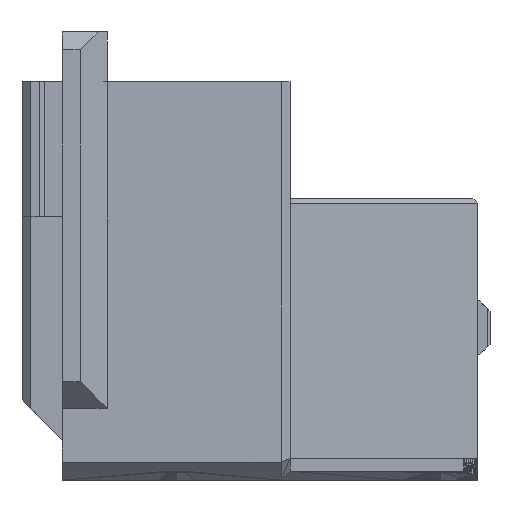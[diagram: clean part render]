
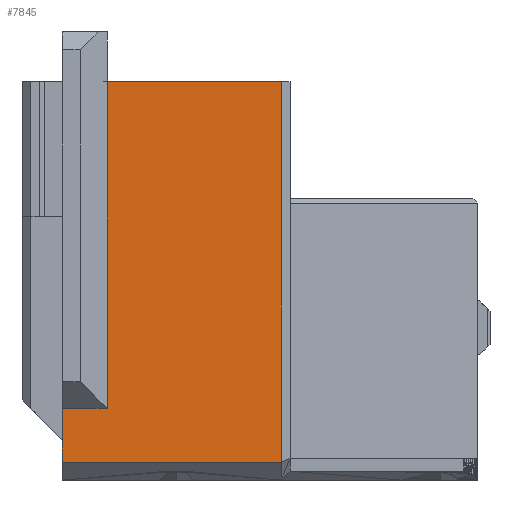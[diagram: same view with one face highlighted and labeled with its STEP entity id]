
A CAD part, left-side view. The second image highlights one B-rep face of the part: STEP entity #7845.
In plain terms, the highlighted planar face has unit normal (-1, 0, 0).
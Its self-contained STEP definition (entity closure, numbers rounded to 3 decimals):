
#2072 = PLANE('',#2073);
#2073 = AXIS2_PLACEMENT_3D('',#2074,#2075,#2076);
#2074 = CARTESIAN_POINT('',(132.709,126.6,
    15.578));
#2075 = DIRECTION('',(0.,1.,0.));
#2076 = DIRECTION('',(0.,0.,1.));
#3875 = VERTEX_POINT('',#3876);
#3876 = CARTESIAN_POINT('',(68.,126.6,2.));
#3890 = PLANE('',#3891);
#3891 = AXIS2_PLACEMENT_3D('',#3892,#3893,#3894);
#3892 = CARTESIAN_POINT('',(68.76,114.398,
    1.24));
#3893 = DIRECTION('',(-0.707,0.,-0.707));
#3894 = DIRECTION('',(-0.707,0.,0.707)
  );
#3902 = EDGE_CURVE('',#3903,#3875,#3905,.T.);
#3903 = VERTEX_POINT('',#3904);
#3904 = CARTESIAN_POINT('',(68.,126.6,8.));
#3905 = SURFACE_CURVE('',#3906,(#3910,#3917),.PCURVE_S1.);
#3906 = LINE('',#3907,#3908);
#3907 = CARTESIAN_POINT('',(68.,126.6,8.));
#3908 = VECTOR('',#3909,1.);
#3909 = DIRECTION('',(0.,0.,-1.));
#3910 = PCURVE('',#2072,#3911);
#3911 = DEFINITIONAL_REPRESENTATION('',(#3912),#3916);
#3912 = LINE('',#3913,#3914);
#3913 = CARTESIAN_POINT('',(-7.578,-64.709));
#3914 = VECTOR('',#3915,1.);
#3915 = DIRECTION('',(-1.,0.));
#3916 = ( GEOMETRIC_REPRESENTATION_CONTEXT(2) 
PARAMETRIC_REPRESENTATION_CONTEXT() REPRESENTATION_CONTEXT('2D SPACE',''
  ) );
#3917 = PCURVE('',#3918,#3923);
#3918 = PLANE('',#3919);
#3919 = AXIS2_PLACEMENT_3D('',#3920,#3921,#3922);
#3920 = CARTESIAN_POINT('',(68.,113.037,21.858));
#3921 = DIRECTION('',(-1.,-0.,-0.));
#3922 = DIRECTION('',(0.,0.,-1.));
#3923 = DEFINITIONAL_REPRESENTATION('',(#3924),#3928);
#3924 = LINE('',#3925,#3926);
#3925 = CARTESIAN_POINT('',(13.858,-13.563));
#3926 = VECTOR('',#3927,1.);
#3927 = DIRECTION('',(1.,0.));
#3928 = ( GEOMETRIC_REPRESENTATION_CONTEXT(2) 
PARAMETRIC_REPRESENTATION_CONTEXT() REPRESENTATION_CONTEXT('2D SPACE',''
  ) );
#3946 = PLANE('',#3947);
#3947 = AXIS2_PLACEMENT_3D('',#3948,#3949,#3950);
#3948 = CARTESIAN_POINT('',(66.774,124.612,
    9.226));
#3949 = DIRECTION('',(-0.707,0.,-0.707));
#3950 = DIRECTION('',(-0.707,0.,0.707));
#7747 = VERTEX_POINT('',#7748);
#7748 = CARTESIAN_POINT('',(68.,102.2,2.));
#7773 = EDGE_CURVE('',#3875,#7747,#7774,.T.);
#7774 = SURFACE_CURVE('',#7775,(#7779,#7786),.PCURVE_S1.);
#7775 = LINE('',#7776,#7777);
#7776 = CARTESIAN_POINT('',(68.,126.6,2.));
#7777 = VECTOR('',#7778,1.);
#7778 = DIRECTION('',(0.,-1.,0.));
#7779 = PCURVE('',#3890,#7780);
#7780 = DEFINITIONAL_REPRESENTATION('',(#7781),#7785);
#7781 = LINE('',#7782,#7783);
#7782 = CARTESIAN_POINT('',(1.075,12.202));
#7783 = VECTOR('',#7784,1.);
#7784 = DIRECTION('',(0.,-1.));
#7785 = ( GEOMETRIC_REPRESENTATION_CONTEXT(2) 
PARAMETRIC_REPRESENTATION_CONTEXT() REPRESENTATION_CONTEXT('2D SPACE',''
  ) );
#7786 = PCURVE('',#3918,#7787);
#7787 = DEFINITIONAL_REPRESENTATION('',(#7788),#7792);
#7788 = LINE('',#7789,#7790);
#7789 = CARTESIAN_POINT('',(19.858,-13.563));
#7790 = VECTOR('',#7791,1.);
#7791 = DIRECTION('',(0.,1.));
#7792 = ( GEOMETRIC_REPRESENTATION_CONTEXT(2) 
PARAMETRIC_REPRESENTATION_CONTEXT() REPRESENTATION_CONTEXT('2D SPACE',''
  ) );
#7845 = ADVANCED_FACE('',(#7846),#3918,.T.);
#7846 = FACE_BOUND('',#7847,.T.);
#7847 = EDGE_LOOP('',(#7848,#7878,#7899,#7900,#7901,#7929));
#7848 = ORIENTED_EDGE('',*,*,#7849,.F.);
#7849 = EDGE_CURVE('',#7850,#7852,#7854,.T.);
#7850 = VERTEX_POINT('',#7851);
#7851 = CARTESIAN_POINT('',(68.,121.6,8.));
#7852 = VERTEX_POINT('',#7853);
#7853 = CARTESIAN_POINT('',(68.,121.6,44.441));
#7854 = SURFACE_CURVE('',#7855,(#7859,#7866),.PCURVE_S1.);
#7855 = LINE('',#7856,#7857);
#7856 = CARTESIAN_POINT('',(68.,121.6,8.));
#7857 = VECTOR('',#7858,1.);
#7858 = DIRECTION('',(0.,0.,1.));
#7859 = PCURVE('',#3918,#7860);
#7860 = DEFINITIONAL_REPRESENTATION('',(#7861),#7865);
#7861 = LINE('',#7862,#7863);
#7862 = CARTESIAN_POINT('',(13.858,-8.563));
#7863 = VECTOR('',#7864,1.);
#7864 = DIRECTION('',(-1.,0.));
#7865 = ( GEOMETRIC_REPRESENTATION_CONTEXT(2) 
PARAMETRIC_REPRESENTATION_CONTEXT() REPRESENTATION_CONTEXT('2D SPACE',''
  ) );
#7866 = PCURVE('',#7867,#7872);
#7867 = PLANE('',#7868);
#7868 = AXIS2_PLACEMENT_3D('',#7869,#7870,#7871);
#7869 = CARTESIAN_POINT('',(66.581,123.019,
    29.181));
#7870 = DIRECTION('',(-0.707,-0.707,-0.));
#7871 = DIRECTION('',(-0.707,0.707,0.));
#7872 = DEFINITIONAL_REPRESENTATION('',(#7873),#7877);
#7873 = LINE('',#7874,#7875);
#7874 = CARTESIAN_POINT('',(-2.007,21.181));
#7875 = VECTOR('',#7876,1.);
#7876 = DIRECTION('',(0.,-1.));
#7877 = ( GEOMETRIC_REPRESENTATION_CONTEXT(2) 
PARAMETRIC_REPRESENTATION_CONTEXT() REPRESENTATION_CONTEXT('2D SPACE',''
  ) );
#7878 = ORIENTED_EDGE('',*,*,#7879,.F.);
#7879 = EDGE_CURVE('',#3903,#7850,#7880,.T.);
#7880 = SURFACE_CURVE('',#7881,(#7885,#7892),.PCURVE_S1.);
#7881 = LINE('',#7882,#7883);
#7882 = CARTESIAN_POINT('',(68.,126.6,8.));
#7883 = VECTOR('',#7884,1.);
#7884 = DIRECTION('',(0.,-1.,0.));
#7885 = PCURVE('',#3918,#7886);
#7886 = DEFINITIONAL_REPRESENTATION('',(#7887),#7891);
#7887 = LINE('',#7888,#7889);
#7888 = CARTESIAN_POINT('',(13.858,-13.563));
#7889 = VECTOR('',#7890,1.);
#7890 = DIRECTION('',(0.,1.));
#7891 = ( GEOMETRIC_REPRESENTATION_CONTEXT(2) 
PARAMETRIC_REPRESENTATION_CONTEXT() REPRESENTATION_CONTEXT('2D SPACE',''
  ) );
#7892 = PCURVE('',#3946,#7893);
#7893 = DEFINITIONAL_REPRESENTATION('',(#7894),#7898);
#7894 = LINE('',#7895,#7896);
#7895 = CARTESIAN_POINT('',(-1.734,1.988));
#7896 = VECTOR('',#7897,1.);
#7897 = DIRECTION('',(0.,-1.));
#7898 = ( GEOMETRIC_REPRESENTATION_CONTEXT(2) 
PARAMETRIC_REPRESENTATION_CONTEXT() REPRESENTATION_CONTEXT('2D SPACE',''
  ) );
#7899 = ORIENTED_EDGE('',*,*,#3902,.T.);
#7900 = ORIENTED_EDGE('',*,*,#7773,.T.);
#7901 = ORIENTED_EDGE('',*,*,#7902,.T.);
#7902 = EDGE_CURVE('',#7747,#7903,#7905,.T.);
#7903 = VERTEX_POINT('',#7904);
#7904 = CARTESIAN_POINT('',(68.,102.2,44.441));
#7905 = SURFACE_CURVE('',#7906,(#7910,#7917),.PCURVE_S1.);
#7906 = LINE('',#7907,#7908);
#7907 = CARTESIAN_POINT('',(68.,102.2,2.));
#7908 = VECTOR('',#7909,1.);
#7909 = DIRECTION('',(0.,0.,1.));
#7910 = PCURVE('',#3918,#7911);
#7911 = DEFINITIONAL_REPRESENTATION('',(#7912),#7916);
#7912 = LINE('',#7913,#7914);
#7913 = CARTESIAN_POINT('',(19.858,10.837));
#7914 = VECTOR('',#7915,1.);
#7915 = DIRECTION('',(-1.,0.));
#7916 = ( GEOMETRIC_REPRESENTATION_CONTEXT(2) 
PARAMETRIC_REPRESENTATION_CONTEXT() REPRESENTATION_CONTEXT('2D SPACE',''
  ) );
#7917 = PCURVE('',#7918,#7923);
#7918 = PLANE('',#7919);
#7919 = AXIS2_PLACEMENT_3D('',#7920,#7921,#7922);
#7920 = CARTESIAN_POINT('',(68.498,101.702,
    23.309));
#7921 = DIRECTION('',(-0.707,-0.707,0.));
#7922 = DIRECTION('',(-0.707,0.707,0.));
#7923 = DEFINITIONAL_REPRESENTATION('',(#7924),#7928);
#7924 = LINE('',#7925,#7926);
#7925 = CARTESIAN_POINT('',(0.704,21.309));
#7926 = VECTOR('',#7927,1.);
#7927 = DIRECTION('',(0.,-1.));
#7928 = ( GEOMETRIC_REPRESENTATION_CONTEXT(2) 
PARAMETRIC_REPRESENTATION_CONTEXT() REPRESENTATION_CONTEXT('2D SPACE',''
  ) );
#7929 = ORIENTED_EDGE('',*,*,#7930,.T.);
#7930 = EDGE_CURVE('',#7903,#7852,#7931,.T.);
#7931 = SURFACE_CURVE('',#7932,(#7936,#7943),.PCURVE_S1.);
#7932 = LINE('',#7933,#7934);
#7933 = CARTESIAN_POINT('',(68.,102.2,44.441));
#7934 = VECTOR('',#7935,1.);
#7935 = DIRECTION('',(0.,1.,0.));
#7936 = PCURVE('',#3918,#7937);
#7937 = DEFINITIONAL_REPRESENTATION('',(#7938),#7942);
#7938 = LINE('',#7939,#7940);
#7939 = CARTESIAN_POINT('',(-22.583,10.837));
#7940 = VECTOR('',#7941,1.);
#7941 = DIRECTION('',(0.,-1.));
#7942 = ( GEOMETRIC_REPRESENTATION_CONTEXT(2) 
PARAMETRIC_REPRESENTATION_CONTEXT() REPRESENTATION_CONTEXT('2D SPACE',''
  ) );
#7943 = PCURVE('',#7944,#7949);
#7944 = PLANE('',#7945);
#7945 = AXIS2_PLACEMENT_3D('',#7946,#7947,#7948);
#7946 = CARTESIAN_POINT('',(70.737,115.286,
    44.441));
#7947 = DIRECTION('',(0.,0.,1.));
#7948 = DIRECTION('',(0.,1.,0.));
#7949 = DEFINITIONAL_REPRESENTATION('',(#7950),#7954);
#7950 = LINE('',#7951,#7952);
#7951 = CARTESIAN_POINT('',(-13.086,2.737));
#7952 = VECTOR('',#7953,1.);
#7953 = DIRECTION('',(1.,0.));
#7954 = ( GEOMETRIC_REPRESENTATION_CONTEXT(2) 
PARAMETRIC_REPRESENTATION_CONTEXT() REPRESENTATION_CONTEXT('2D SPACE',''
  ) );
